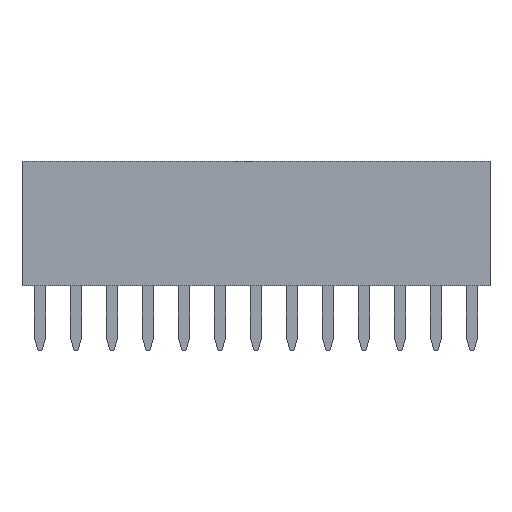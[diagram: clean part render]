
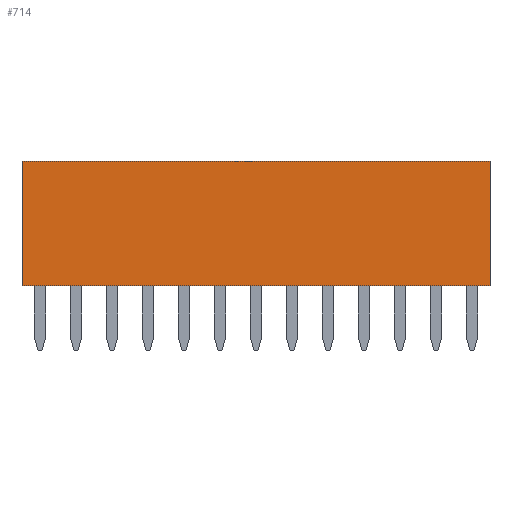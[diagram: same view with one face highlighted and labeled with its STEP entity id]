
A CAD part, front view. The second image highlights one B-rep face of the part: STEP entity #714.
In plain terms, the highlighted planar face has unit normal (0, -1, 0).
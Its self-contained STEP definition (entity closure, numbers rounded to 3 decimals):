
#714=ADVANCED_FACE('',(#7966),#7968,.T.);
#7966=FACE_BOUND('',#7967,.T.);
#7967=EDGE_LOOP('',(#13691,#13692,#13693,#13694));
#7968=PLANE('',#7969);
#7969=AXIS2_PLACEMENT_3D('',#7970,#7971,#7972);
#7970=CARTESIAN_POINT('',(-0.635,-0.9,0.));
#7971=DIRECTION('',(0.,-1.,0.));
#7972=DIRECTION('',(1.,0.,0.));
#13691=ORIENTED_EDGE('',*,*,#17722,.T.);
#13692=ORIENTED_EDGE('',*,*,#17832,.T.);
#13693=ORIENTED_EDGE('',*,*,#17833,.F.);
#13694=ORIENTED_EDGE('',*,*,#17727,.F.);
#17722=EDGE_CURVE('',#19991,#19989,#19992,.T.);
#17727=EDGE_CURVE('',#19991,#19999,#20000,.T.);
#17832=EDGE_CURVE('',#19989,#20158,#20160,.T.);
#17833=EDGE_CURVE('',#19999,#20158,#20161,.T.);
#19989=VERTEX_POINT('',#23749);
#19991=VERTEX_POINT('',#23753);
#19992=LINE('',#23754,#23755);
#19999=VERTEX_POINT('',#23771);
#20000=LINE('',#23772,#23773);
#20158=VERTEX_POINT('',#24138);
#20160=LINE('',#24142,#24143);
#20161=LINE('',#24145,#24146);
#23749=CARTESIAN_POINT('',(15.875,-0.9,0.));
#23753=CARTESIAN_POINT('',(-0.635,-0.9,0.));
#23754=CARTESIAN_POINT('',(-0.635,-0.9,0.));
#23755=VECTOR('',#23756,1.);
#23756=DIRECTION('',(1.,0.,0.));
#23771=CARTESIAN_POINT('',(-0.635,-0.9,4.4));
#23772=CARTESIAN_POINT('',(-0.635,-0.9,0.));
#23773=VECTOR('',#23774,1.);
#23774=DIRECTION('',(0.,0.,1.));
#24138=CARTESIAN_POINT('',(15.875,-0.9,4.4));
#24142=CARTESIAN_POINT('',(15.875,-0.9,0.));
#24143=VECTOR('',#24144,1.);
#24144=DIRECTION('',(0.,0.,1.));
#24145=CARTESIAN_POINT('',(-0.635,-0.9,4.4));
#24146=VECTOR('',#24147,1.);
#24147=DIRECTION('',(1.,0.,0.));
